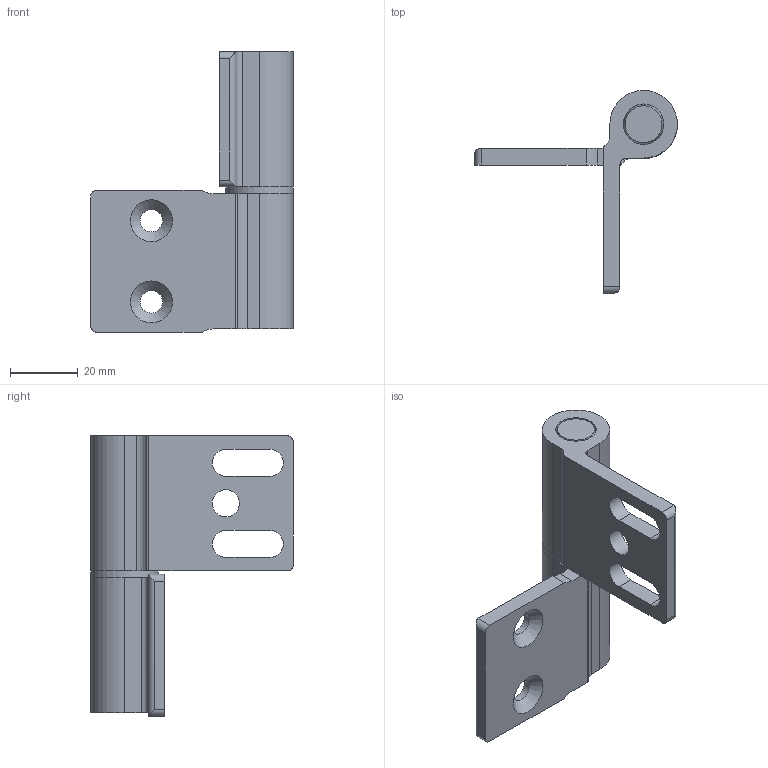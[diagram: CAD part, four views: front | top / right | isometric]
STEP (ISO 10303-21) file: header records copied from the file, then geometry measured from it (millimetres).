
FILE_DESCRIPTION((''),'2;1');
FILE_NAME('SZ8012N.stp','2013-01-02T13:59:29',('marina kaa'),(''),'Autodesk Inventor 2012','Autodesk Inventor 2012','');
FILE_SCHEMA(('AUTOMOTIVE_DESIGN { 1 0 10303 214 1 1 1 1 }'));
Length unit declared in the file: millimetre
Products named in the file (5): SZ8012N; ME1200060; ME1200062; ME1200050; ME1200055
Assembly tree (4 placements, depth 2):
  SZ8012N
    ME1200060
    ME1200062
    ME1200050
    ME1200055
Bounding box: 60 x 60 x 83 mm (x, y, z)
Volume: 42078.4 mm3; surface area: 20550.5 mm2
Topology: 4 solids, 4 shells, 60 faces, 149 edges, 97 vertices
Faces by surface type: cylinder 30, plane 24, cone 4, torus 2
Full cylindrical faces by diameter (mm): 6.6 x2, 8 x1, 11.5 x2, 12 x4, 20 x1
Entity records: 1880 total; most frequent: DIRECTION 330, CARTESIAN_POINT 293, ORIENTED_EDGE 260, AXIS2_PLACEMENT_3D 131, EDGE_CURVE 130, VERTEX_POINT 94, EDGE_LOOP 92, VECTOR 68
